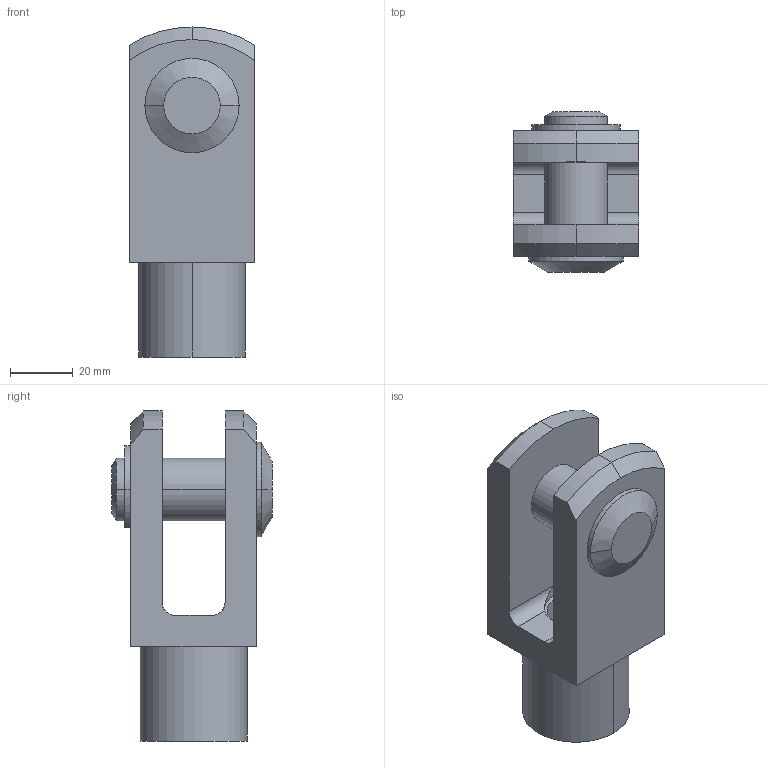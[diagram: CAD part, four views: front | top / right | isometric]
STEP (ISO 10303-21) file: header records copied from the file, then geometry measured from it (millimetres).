
FILE_DESCRIPTION (( 'STEP AP214' ), '1' );
FILE_NAME ('RD001396_PP.STEP', '2018-09-17T12:25:27', ( '' ), ( '' ), 'SwSTEP 2.0', 'SolidWorks 2018', '' );
FILE_SCHEMA (( 'AUTOMOTIVE_DESIGN' ));
Length unit declared in the file: millimetre
Products named in the file (1): RD001396_PP
Bounding box: 40 x 51 x 105 mm (x, y, z)
Volume: 93657.2 mm3; surface area: 27566.4 mm2
Topology: 3 solids, 3 shells, 65 faces, 148 edges, 92 vertices
Faces by surface type: cylinder 34, plane 19, cone 12
Entity records: 2803 total; most frequent: CARTESIAN_POINT 516, DIRECTION 344, ORIENTED_EDGE 296, EDGE_CURVE 148, AXIS2_PLACEMENT_3D 138, VERTEX_POINT 92, EDGE_LOOP 74, CIRCLE 72
